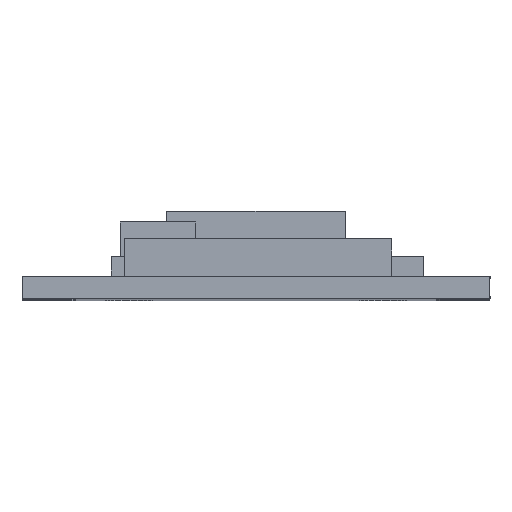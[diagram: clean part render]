
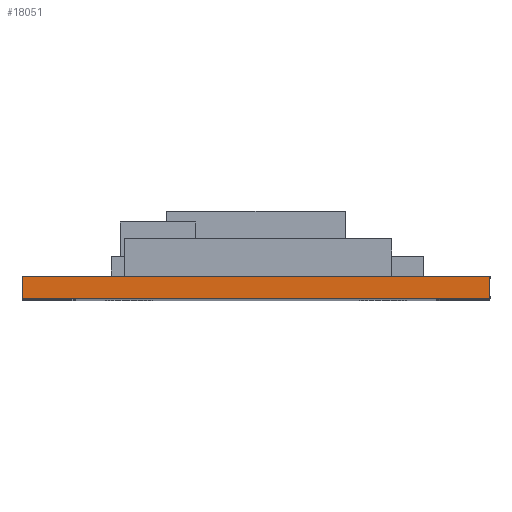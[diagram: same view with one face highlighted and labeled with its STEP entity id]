
A CAD part, top view. The second image highlights one B-rep face of the part: STEP entity #18051.
In plain terms, the highlighted planar face has unit normal (0, 0, 1).
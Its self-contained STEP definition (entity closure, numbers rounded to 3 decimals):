
#1224 = EDGE_CURVE ( 'NONE', #23928, #10913, #2761, .T. ) ;
#1545 = EDGE_CURVE ( 'NONE', #22182, #10913, #5790, .T. ) ;
#1564 = CARTESIAN_POINT ( 'NONE',  ( -10.5, 1., 51. ) ) ;
#1867 = CARTESIAN_POINT ( 'NONE',  ( -10.5, 0., 51. ) ) ;
#2263 = DIRECTION ( 'NONE',  ( 1., 0., 0. ) ) ;
#2621 = DIRECTION ( 'NONE',  ( 0., -1., 0. ) ) ;
#2761 = LINE ( 'NONE', #24086, #12156 ) ;
#3217 = DIRECTION ( 'NONE',  ( -1., 0., 0. ) ) ;
#3462 = VERTEX_POINT ( 'NONE', #17220 ) ;
#5790 = LINE ( 'NONE', #1867, #16197 ) ;
#5836 = EDGE_CURVE ( 'NONE', #3462, #23928, #12048, .T. ) ;
#5869 = EDGE_CURVE ( 'NONE', #3462, #22182, #18621, .T. ) ;
#7394 = ORIENTED_EDGE ( 'NONE', *, *, #1224, .F. ) ;
#7847 = CARTESIAN_POINT ( 'NONE',  ( -10.5, 1., 51. ) ) ;
#10321 = FACE_OUTER_BOUND ( 'NONE', #12334, .T. ) ;
#10424 = ORIENTED_EDGE ( 'NONE', *, *, #5836, .F. ) ;
#10561 = PLANE ( 'NONE',  #13440 ) ;
#10913 = VERTEX_POINT ( 'NONE', #23051 ) ;
#12048 = LINE ( 'NONE', #7847, #21151 ) ;
#12156 = VECTOR ( 'NONE', #2621, 1000. ) ;
#12334 = EDGE_LOOP ( 'NONE', ( #17650, #7394, #10424, #24297 ) ) ;
#12772 = CARTESIAN_POINT ( 'NONE',  ( -10.5, 1., 51. ) ) ;
#12978 = DIRECTION ( 'NONE',  ( 0., 0., -1. ) ) ;
#13440 = AXIS2_PLACEMENT_3D ( 'NONE', #1564, #12978, #3217 ) ;
#14714 = CARTESIAN_POINT ( 'NONE',  ( -10.5, 0., 51. ) ) ;
#15292 = DIRECTION ( 'NONE',  ( 1., 0., 0. ) ) ;
#15423 = VECTOR ( 'NONE', #22440, 1000. ) ;
#15654 = CARTESIAN_POINT ( 'NONE',  ( 10.5, 1., 51. ) ) ;
#16197 = VECTOR ( 'NONE', #15292, 1000. ) ;
#17220 = CARTESIAN_POINT ( 'NONE',  ( -10.5, 1., 51. ) ) ;
#17650 = ORIENTED_EDGE ( 'NONE', *, *, #1545, .T. ) ;
#18051 = ADVANCED_FACE ( 'NONE', ( #10321 ), #10561, .F. ) ;
#18621 = LINE ( 'NONE', #12772, #15423 ) ;
#21151 = VECTOR ( 'NONE', #2263, 1000. ) ;
#22182 = VERTEX_POINT ( 'NONE', #14714 ) ;
#22440 = DIRECTION ( 'NONE',  ( 0., -1., 0. ) ) ;
#23051 = CARTESIAN_POINT ( 'NONE',  ( 10.5, 0., 51. ) ) ;
#23928 = VERTEX_POINT ( 'NONE', #15654 ) ;
#24086 = CARTESIAN_POINT ( 'NONE',  ( 10.5, 1., 51. ) ) ;
#24297 = ORIENTED_EDGE ( 'NONE', *, *, #5869, .T. ) ;
